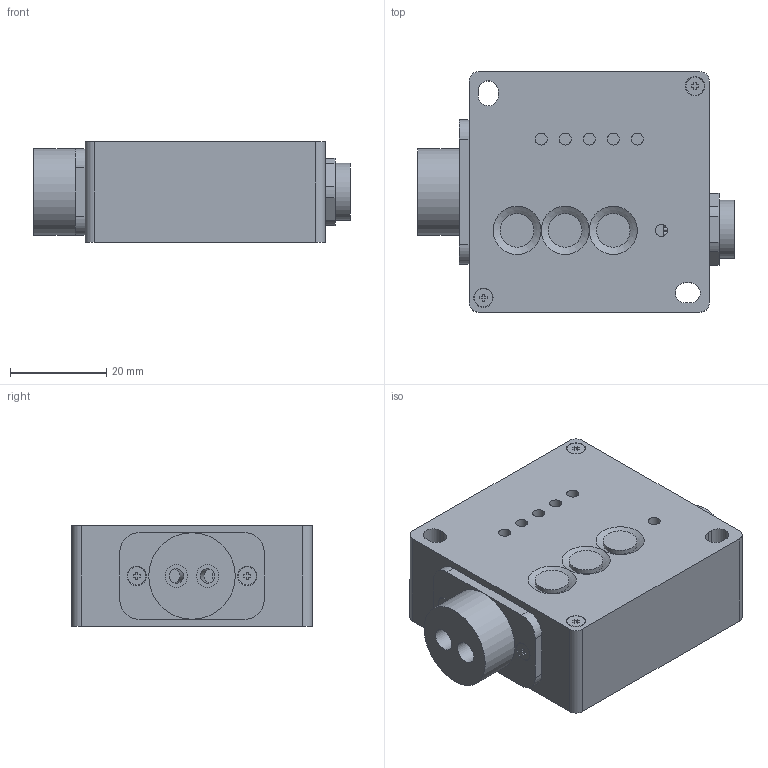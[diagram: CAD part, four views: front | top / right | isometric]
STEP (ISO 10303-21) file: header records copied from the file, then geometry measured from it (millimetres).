
FILE_DESCRIPTION(('STEP Model'),'2;1');
FILE_NAME('FSB 50 M G3-B8.stp','2013-04-23T16:01:48',(''),(''), 'CAD Exchanger 2.4.0 (www.cadexchanger.com)','CAD Exchanger 2.4.0', 'Unknown');
FILE_SCHEMA(('AUTOMOTIVE_DESIGN { 1 0 10303 214 1 1 1 1 }'));
Length unit declared in the file: millimetre
Products named in the file (1): Unspecified 3
Bounding box: 65.9 x 50 x 21 mm (x, y, z)
Volume: 19326.1 mm3; surface area: 19570.3 mm2
Topology: 2 solids, 4 shells, 296 faces, 731 edges, 489 vertices
Faces by surface type: plane 176, cylinder 104, cone 16
Full cylindrical faces by diameter (mm): 0.66 x16, 1.6 x7, 2 x9, 2.5 x6, 3 x2, 3.8 x2, 4.7 x2, 6 x1, 7 x7, 9 x1, 12 x1, 12.1 x1, 15 x1, 18 x1
Entity records: 20323 total; most frequent: CARTESIAN_POINT 6269, DIRECTION 2438, ORIENTED_EDGE 1460, PCURVE 1460, DEFINITIONAL_REPRESENTATION 1460, LINE 1189, VECTOR 1189, EDGE_CURVE 730
